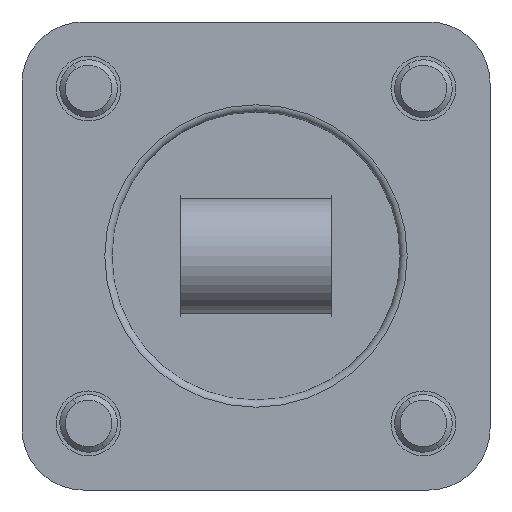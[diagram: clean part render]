
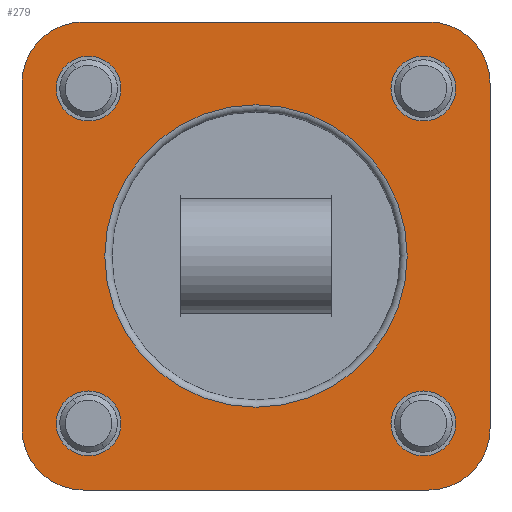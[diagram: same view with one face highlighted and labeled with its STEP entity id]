
A CAD part, front view. The second image highlights one B-rep face of the part: STEP entity #279.
In plain terms, the highlighted planar face has unit normal (0, -1, 0).
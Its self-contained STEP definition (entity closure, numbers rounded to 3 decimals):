
#64=CARTESIAN_POINT('',(-0.,0.,-21.));
#65=VERTEX_POINT('',#64);
#101=CARTESIAN_POINT('',(21.,0.,0.));
#102=VERTEX_POINT('',#101);
#103=CARTESIAN_POINT('',(-0.,0.,0.));
#104=DIRECTION('',(0.,-1.,-0.));
#105=DIRECTION('',(-1.,0.,-0.));
#106=AXIS2_PLACEMENT_3D('',#103,#104,#105);
#107=CIRCLE('',#106,21.);
#108=EDGE_CURVE('',#65,#102,#107,.T.);
#110=CARTESIAN_POINT('',(-0.,0.,0.));
#111=DIRECTION('',(0.,-1.,-0.));
#112=DIRECTION('',(-1.,0.,-0.));
#113=AXIS2_PLACEMENT_3D('',#110,#111,#112);
#114=CIRCLE('',#113,21.);
#115=EDGE_CURVE('',#102,#65,#114,.T.);
#156=CARTESIAN_POINT('',(-0.,0.,0.));
#157=DIRECTION('',(0.,1.,0.));
#158=DIRECTION('',(0.,0.,1.));
#159=AXIS2_PLACEMENT_3D('',#156,#157,#158);
#160=PLANE('',#159);
#161=CARTESIAN_POINT('',(-32.5,0.,-24.));
#162=VERTEX_POINT('',#161);
#163=CARTESIAN_POINT('',(-32.5,0.,24.));
#164=VERTEX_POINT('',#163);
#165=CARTESIAN_POINT('',(-32.5,0.,-24.));
#166=DIRECTION('',(0.,0.,1.));
#167=VECTOR('',#166,480.);
#168=LINE('',#165,#167);
#169=EDGE_CURVE('',#162,#164,#168,.T.);
#170=ORIENTED_EDGE('',*,*,#169,.F.);
#171=CARTESIAN_POINT('',(-24.,0.,-32.5));
#172=VERTEX_POINT('',#171);
#173=CARTESIAN_POINT('',(-24.,0.,-24.));
#174=DIRECTION('',(-0.,1.,0.));
#175=DIRECTION('',(1.,0.,0.));
#176=AXIS2_PLACEMENT_3D('',#173,#174,#175);
#177=CIRCLE('',#176,8.5);
#178=EDGE_CURVE('',#172,#162,#177,.T.);
#179=ORIENTED_EDGE('',*,*,#178,.F.);
#180=CARTESIAN_POINT('',(24.,0.,-32.5));
#181=VERTEX_POINT('',#180);
#182=CARTESIAN_POINT('',(24.,0.,-32.5));
#183=DIRECTION('',(-1.,0.,0.));
#184=VECTOR('',#183,480.);
#185=LINE('',#182,#184);
#186=EDGE_CURVE('',#181,#172,#185,.T.);
#187=ORIENTED_EDGE('',*,*,#186,.F.);
#188=CARTESIAN_POINT('',(32.5,0.,-24.));
#189=VERTEX_POINT('',#188);
#190=CARTESIAN_POINT('',(24.,0.,-24.));
#191=DIRECTION('',(-0.,1.,0.));
#192=DIRECTION('',(1.,0.,0.));
#193=AXIS2_PLACEMENT_3D('',#190,#191,#192);
#194=CIRCLE('',#193,8.5);
#195=EDGE_CURVE('',#189,#181,#194,.T.);
#196=ORIENTED_EDGE('',*,*,#195,.F.);
#197=CARTESIAN_POINT('',(32.5,0.,24.));
#198=VERTEX_POINT('',#197);
#199=CARTESIAN_POINT('',(32.5,0.,24.));
#200=DIRECTION('',(-0.,0.,-1.));
#201=VECTOR('',#200,480.);
#202=LINE('',#199,#201);
#203=EDGE_CURVE('',#198,#189,#202,.T.);
#204=ORIENTED_EDGE('',*,*,#203,.F.);
#205=CARTESIAN_POINT('',(24.,0.,32.5));
#206=VERTEX_POINT('',#205);
#207=CARTESIAN_POINT('',(24.,0.,24.));
#208=DIRECTION('',(-0.,1.,0.));
#209=DIRECTION('',(1.,0.,0.));
#210=AXIS2_PLACEMENT_3D('',#207,#208,#209);
#211=CIRCLE('',#210,8.5);
#212=EDGE_CURVE('',#206,#198,#211,.T.);
#213=ORIENTED_EDGE('',*,*,#212,.F.);
#214=CARTESIAN_POINT('',(-24.,0.,32.5));
#215=VERTEX_POINT('',#214);
#216=CARTESIAN_POINT('',(-24.,0.,32.5));
#217=DIRECTION('',(1.,0.,-0.));
#218=VECTOR('',#217,480.);
#219=LINE('',#216,#218);
#220=EDGE_CURVE('',#215,#206,#219,.T.);
#221=ORIENTED_EDGE('',*,*,#220,.F.);
#222=CARTESIAN_POINT('',(-24.,0.,24.));
#223=DIRECTION('',(-0.,1.,0.));
#224=DIRECTION('',(1.,0.,0.));
#225=AXIS2_PLACEMENT_3D('',#222,#223,#224);
#226=CIRCLE('',#225,8.5);
#227=EDGE_CURVE('',#164,#215,#226,.T.);
#228=ORIENTED_EDGE('',*,*,#227,.F.);
#229=EDGE_LOOP('',(#170,#179,#187,#196,#204,#213,#221,#228));
#230=FACE_BOUND('',#229,.T.);
#231=CARTESIAN_POINT('',(-27.75,0.,-23.25));
#232=VERTEX_POINT('',#231);
#233=CARTESIAN_POINT('',(-23.25,0.,-23.25));
#234=DIRECTION('',(-0.,1.,0.));
#235=DIRECTION('',(1.,0.,0.));
#236=AXIS2_PLACEMENT_3D('',#233,#234,#235);
#237=CIRCLE('',#236,4.5);
#238=EDGE_CURVE('',#232,#232,#237,.T.);
#239=ORIENTED_EDGE('',*,*,#238,.T.);
#240=EDGE_LOOP('',(#239));
#241=FACE_BOUND('',#240,.T.);
#242=CARTESIAN_POINT('',(18.75,0.,-23.25));
#243=VERTEX_POINT('',#242);
#244=CARTESIAN_POINT('',(23.25,0.,-23.25));
#245=DIRECTION('',(-0.,1.,0.));
#246=DIRECTION('',(1.,0.,0.));
#247=AXIS2_PLACEMENT_3D('',#244,#245,#246);
#248=CIRCLE('',#247,4.5);
#249=EDGE_CURVE('',#243,#243,#248,.T.);
#250=ORIENTED_EDGE('',*,*,#249,.T.);
#251=EDGE_LOOP('',(#250));
#252=FACE_BOUND('',#251,.T.);
#253=CARTESIAN_POINT('',(-27.75,0.,23.25));
#254=VERTEX_POINT('',#253);
#255=CARTESIAN_POINT('',(-23.25,0.,23.25));
#256=DIRECTION('',(-0.,1.,0.));
#257=DIRECTION('',(1.,0.,0.));
#258=AXIS2_PLACEMENT_3D('',#255,#256,#257);
#259=CIRCLE('',#258,4.5);
#260=EDGE_CURVE('',#254,#254,#259,.T.);
#261=ORIENTED_EDGE('',*,*,#260,.T.);
#262=EDGE_LOOP('',(#261));
#263=FACE_BOUND('',#262,.T.);
#264=CARTESIAN_POINT('',(18.75,0.,23.25));
#265=VERTEX_POINT('',#264);
#266=CARTESIAN_POINT('',(23.25,0.,23.25));
#267=DIRECTION('',(-0.,1.,0.));
#268=DIRECTION('',(1.,0.,0.));
#269=AXIS2_PLACEMENT_3D('',#266,#267,#268);
#270=CIRCLE('',#269,4.5);
#271=EDGE_CURVE('',#265,#265,#270,.T.);
#272=ORIENTED_EDGE('',*,*,#271,.T.);
#273=EDGE_LOOP('',(#272));
#274=FACE_BOUND('',#273,.T.);
#275=ORIENTED_EDGE('',*,*,#108,.F.);
#276=ORIENTED_EDGE('',*,*,#115,.F.);
#277=EDGE_LOOP('',(#275,#276));
#278=FACE_BOUND('',#277,.T.);
#279=ADVANCED_FACE('',(#230,#241,#252,#263,#274,#278),#160,.F.);
